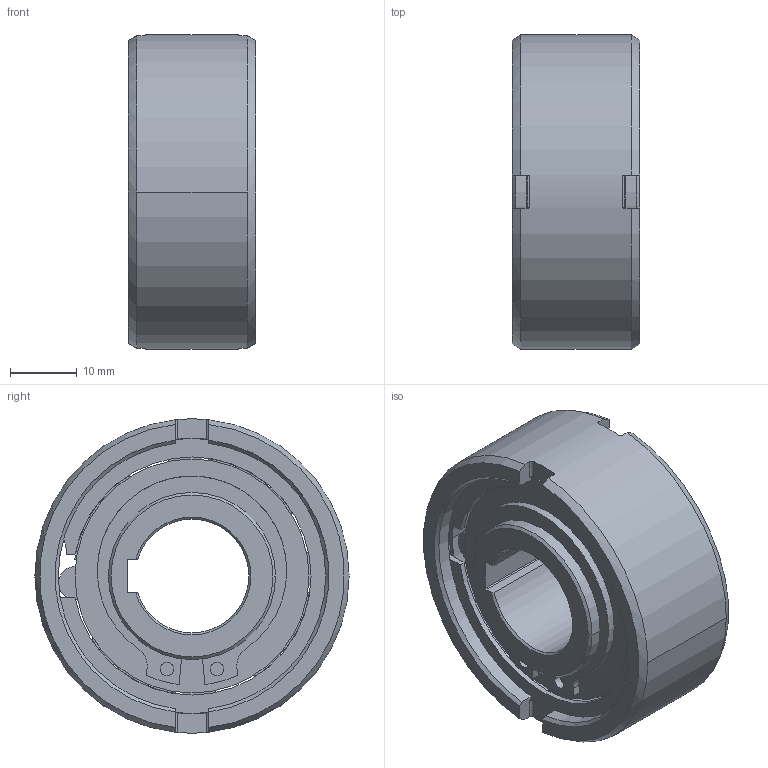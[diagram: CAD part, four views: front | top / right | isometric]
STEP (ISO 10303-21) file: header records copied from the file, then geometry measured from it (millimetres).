
FILE_DESCRIPTION((''),'2;1');
FILE_NAME('FREILAUF_ASNU17_ASM','2025-05-06T10:48:46',('Administrator'),(''),'CREO PARAMETRIC BY PTC INC, 2020414','CREO PARAMETRIC BY PTC INC, 2020414','');
FILE_SCHEMA(('AUTOMOTIVE_DESIGN { 1 0 10303 214 1 1 1 1 }'));
Length unit declared in the file: millimetre
Products named in the file (11): STERN_ASNU17_NICO_1; DRUCKBOLZEN_AS8_1; DRUCKFEDER_AS8_5_1; ANFED_KPL_AS8_6_AS8_5_ASM_1_ASM; ROLLE_5X10_1; A-RING_ASNU17_NICO_1; DIN988PS_25X35X1_M_1; ESB40_NICO_1; DIN471_25X1_2_HD_1; FREILAUF_ASNU17_NICO_ASM_1_ASM; FREILAUF_ASNU17_ASM
Assembly tree (23 placements, depth 4):
  FREILAUF_ASNU17_ASM
    FREILAUF_ASNU17_NICO_ASM_1_ASM
      STERN_ASNU17_NICO_1
      ANFED_KPL_AS8_6_AS8_5_ASM_1_ASM  x8
        DRUCKBOLZEN_AS8_1
        DRUCKFEDER_AS8_5_1
      ROLLE_5X10_1  x4
      A-RING_ASNU17_NICO_1
      DIN988PS_25X35X1_M_1  x2
      ESB40_NICO_1  x2
      DIN471_25X1_2_HD_1  x2
Bounding box: 19 x 47 x 46.98 mm (x, y, z)
Volume: 20151.1 mm3; surface area: 17342.6 mm2
Topology: 28 solids, 28 shells, 372 faces, 938 edges, 620 vertices
Faces by surface type: cylinder 129, plane 113, cone 66, bspline 48, torus 16
Entity records: 8564 total; most frequent: CARTESIAN_POINT 2863, DIRECTION 1123, ORIENTED_EDGE 1020, EDGE_CURVE 510, AXIS2_PLACEMENT_3D 459, VERTEX_POINT 349, CIRCLE 215, VECTOR 205
